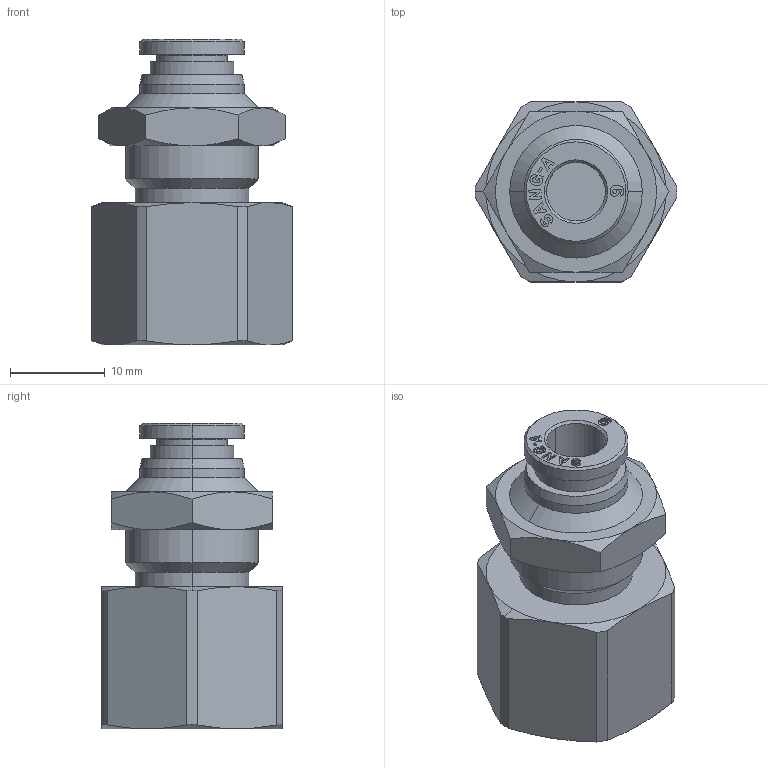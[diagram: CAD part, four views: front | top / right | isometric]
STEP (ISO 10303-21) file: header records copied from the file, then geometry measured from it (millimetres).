
FILE_DESCRIPTION (( 'STEP AP214' ), '1' );
FILE_NAME ('PMF06-G03.stp', '2015-09-23T11:15:01', ( '' ), ( '' ), 'SwSTEP 2.0', 'SolidWorks 2015', '' );
FILE_SCHEMA (( 'AUTOMOTIVE_DESIGN' ));
Length unit declared in the file: millimetre
Products named in the file (2): PMF06-G03; ｦ+ﾃｦ1
Assembly tree (1 placements, depth 2):
  PMF06-G03
    ｦ+ﾃｦ1
Bounding box: 21.3 x 19 x 32.25 mm (x, y, z)
Volume: 4489.7 mm3; surface area: 3434.5 mm2
Topology: 1 solids, 1 shells, 284 faces, 755 edges, 491 vertices
Faces by surface type: plane 186, cone 42, cylinder 30, bspline 26
Entity records: 9358 total; most frequent: CARTESIAN_POINT 2314, ORIENTED_EDGE 1510, DIRECTION 1276, EDGE_CURVE 755, VECTOR 538, LINE 538, VERTEX_POINT 491, AXIS2_PLACEMENT_3D 369
